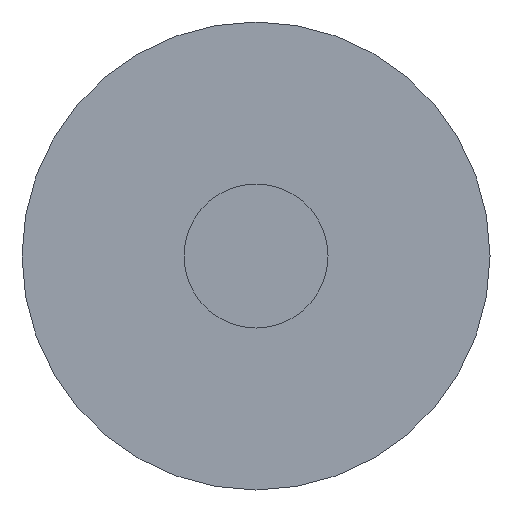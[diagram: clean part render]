
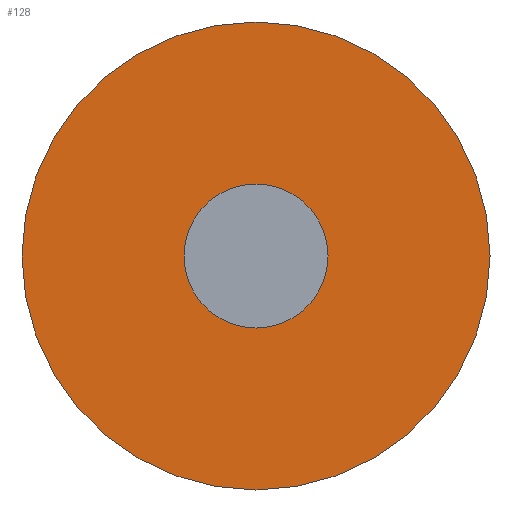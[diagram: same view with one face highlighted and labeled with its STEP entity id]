
A CAD part, front view. The second image highlights one B-rep face of the part: STEP entity #128.
In plain terms, the highlighted planar face has unit normal (0, -1, 0).
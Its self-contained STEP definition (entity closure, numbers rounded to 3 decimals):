
#28=FACE_BOUND('',#52,.T.);
#32=PLANE('',#171);
#41=FACE_OUTER_BOUND('',#51,.T.);
#51=EDGE_LOOP('',(#117));
#52=EDGE_LOOP('',(#118));
#58=CIRCLE('',#160,325.);
#59=CIRCLE('',#162,100.);
#68=VERTEX_POINT('',#231);
#69=VERTEX_POINT('',#235);
#80=EDGE_CURVE('',#68,#68,#58,.T.);
#81=EDGE_CURVE('',#69,#69,#59,.T.);
#117=ORIENTED_EDGE('',*,*,#80,.T.);
#118=ORIENTED_EDGE('',*,*,#81,.T.);
#128=ADVANCED_FACE('',(#41,#28),#32,.F.);
#160=AXIS2_PLACEMENT_3D('',#233,#191,#192);
#162=AXIS2_PLACEMENT_3D('',#236,#195,#196);
#171=AXIS2_PLACEMENT_3D('',#252,#216,#217);
#191=DIRECTION('center_axis',(0.,-1.,0.));
#192=DIRECTION('ref_axis',(1.,0.,0.));
#195=DIRECTION('center_axis',(0.,1.,0.));
#196=DIRECTION('ref_axis',(1.,0.,0.));
#216=DIRECTION('center_axis',(0.,1.,0.));
#217=DIRECTION('ref_axis',(0.,0.,1.));
#231=CARTESIAN_POINT('',(-325.,0.,0.));
#233=CARTESIAN_POINT('Origin',(0.,0.,0.));
#235=CARTESIAN_POINT('',(-100.,0.,0.));
#236=CARTESIAN_POINT('Origin',(0.,0.,0.));
#252=CARTESIAN_POINT('Origin',(0.,0.,0.));
